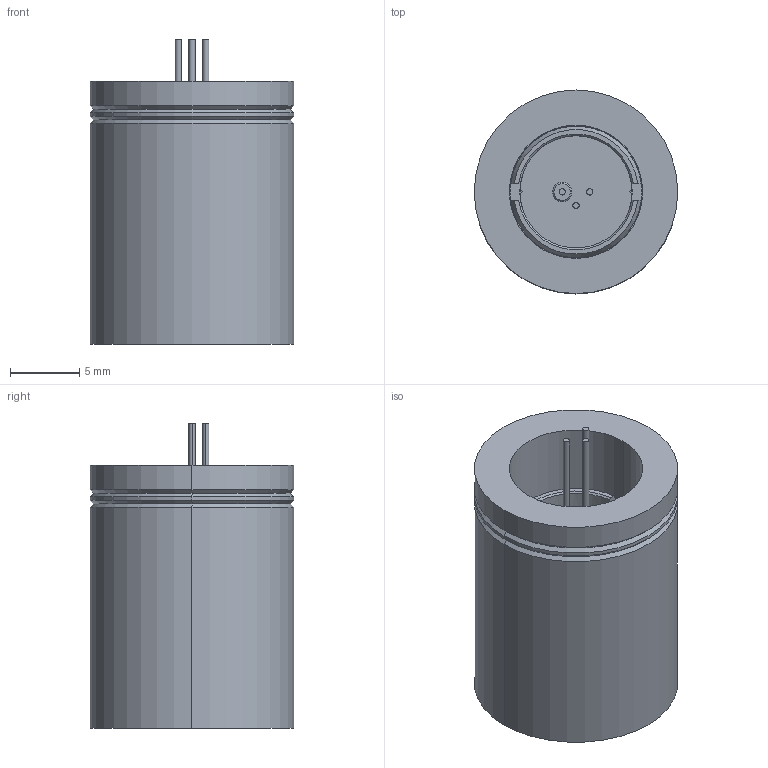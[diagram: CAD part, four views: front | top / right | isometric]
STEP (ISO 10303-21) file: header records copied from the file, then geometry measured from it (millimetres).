
FILE_DESCRIPTION (( 'STEP AP203' ), '1' );
FILE_NAME ('0897-E0W.STEP', '2017-10-05T19:28:41', ( 'admin' ), ( '' ), 'SwSTEP 2.0', 'SolidWorks 2016', '' );
FILE_SCHEMA (( 'CONFIG_CONTROL_DESIGN' ));
Length unit declared in the file: millimetre
Products named in the file (1): 0897-E0W
Bounding box: 14.73 x 14.73 x 22.07 mm (x, y, z)
Volume: 2290.8 mm3; surface area: 2892.6 mm2
Topology: 6 solids, 6 shells, 188 faces, 566 edges, 429 vertices
Faces by surface type: cylinder 84, plane 50, cone 48, torus 4, bspline 2
Entity records: 8384 total; most frequent: CARTESIAN_POINT 3117, ORIENTED_EDGE 1128, DIRECTION 1037, EDGE_CURVE 564, AXIS2_PLACEMENT_3D 431, VERTEX_POINT 429, CIRCLE 244, EDGE_LOOP 237
